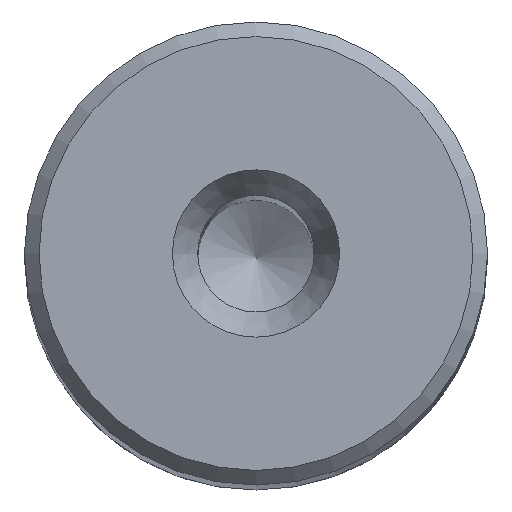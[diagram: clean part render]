
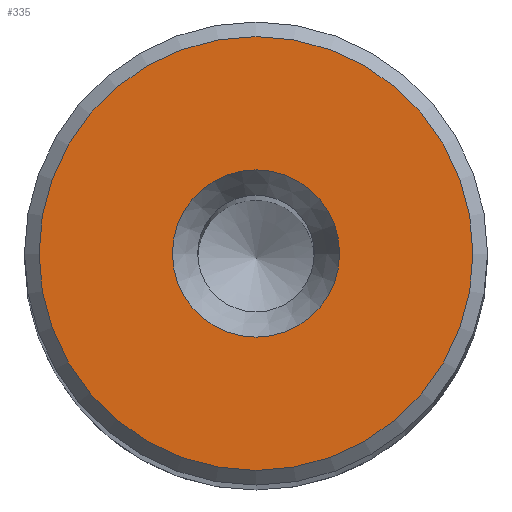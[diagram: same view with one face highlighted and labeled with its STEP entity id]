
A CAD part, top view. The second image highlights one B-rep face of the part: STEP entity #335.
In plain terms, the highlighted planar face has unit normal (0, 0, 1).
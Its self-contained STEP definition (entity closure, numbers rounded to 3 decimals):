
#318=PLANE('',#884);
#335=ADVANCED_FACE('',(#412,#413),#318,.F.);
#412=FACE_BOUND('',#515,.T.);
#413=FACE_BOUND('',#516,.T.);
#515=EDGE_LOOP('',(#617));
#516=EDGE_LOOP('',(#618));
#617=ORIENTED_EDGE('',*,*,#771,.T.);
#618=ORIENTED_EDGE('',*,*,#772,.T.);
#719=VERTEX_POINT('',#1165);
#720=VERTEX_POINT('',#1167);
#771=EDGE_CURVE('',#719,#719,#822,.T.);
#772=EDGE_CURVE('',#720,#720,#823,.T.);
#822=CIRCLE('',#882,7.438);
#823=CIRCLE('',#883,2.866);
#882=AXIS2_PLACEMENT_3D('',#1164,#998,#999);
#883=AXIS2_PLACEMENT_3D('',#1166,#1000,#1001);
#884=AXIS2_PLACEMENT_3D('',#1168,#1002,#1003);
#998=DIRECTION('',(0.,0.,1.));
#999=DIRECTION('',(-1.,0.,0.));
#1000=DIRECTION('',(0.,0.,-1.));
#1001=DIRECTION('',(-1.,0.,0.));
#1002=DIRECTION('',(0.,0.,-1.));
#1003=DIRECTION('',(-1.,0.,0.));
#1164=CARTESIAN_POINT('',(0.,0.,91.));
#1165=CARTESIAN_POINT('',(-7.438,0.,91.));
#1166=CARTESIAN_POINT('',(0.,0.,91.));
#1167=CARTESIAN_POINT('',(-2.866,0.,91.));
#1168=CARTESIAN_POINT('',(7.938,0.,91.));
